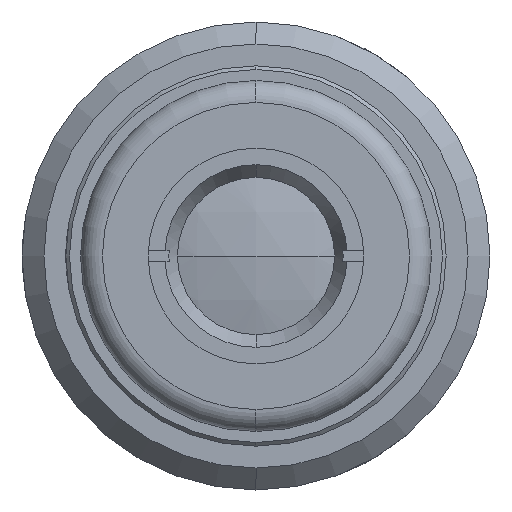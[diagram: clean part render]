
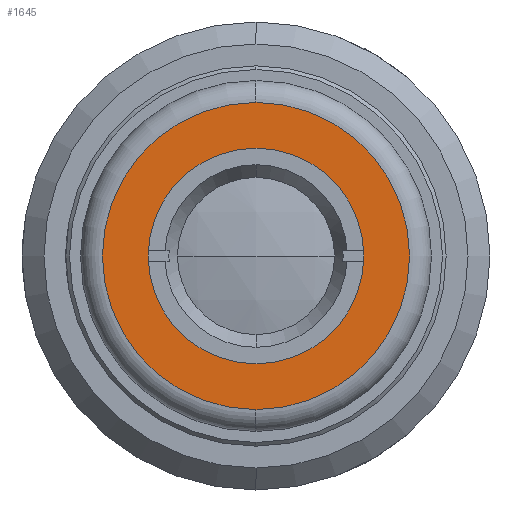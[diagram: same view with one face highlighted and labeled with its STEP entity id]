
A CAD part, left-side view. The second image highlights one B-rep face of the part: STEP entity #1645.
In plain terms, the highlighted planar face has unit normal (-1, 0, 0).
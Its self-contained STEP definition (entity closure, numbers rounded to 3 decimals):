
#78 = VERTEX_POINT ( 'NONE', #1376 ) ;
#200 = EDGE_LOOP ( 'NONE', ( #284, #3917 ) ) ;
#284 = ORIENTED_EDGE ( 'NONE', *, *, #1304, .F. ) ;
#306 = AXIS2_PLACEMENT_3D ( 'NONE', #2227, #4281, #3256 ) ;
#334 = DIRECTION ( 'NONE',  ( -1., 0., 0. ) ) ;
#382 = EDGE_CURVE ( 'NONE', #2521, #3733, #3106, .T. ) ;
#411 = ORIENTED_EDGE ( 'NONE', *, *, #1221, .T. ) ;
#447 = AXIS2_PLACEMENT_3D ( 'NONE', #3437, #334, #2075 ) ;
#666 = FACE_BOUND ( 'NONE', #200, .T. ) ;
#816 = CIRCLE ( 'NONE', #306, 21. ) ;
#842 = DIRECTION ( 'NONE',  ( 0., 0., 1. ) ) ;
#971 = EDGE_CURVE ( 'NONE', #78, #4012, #2392, .T. ) ;
#1004 = CARTESIAN_POINT ( 'NONE',  ( -33.9, 24., 0. ) ) ;
#1109 = AXIS2_PLACEMENT_3D ( 'NONE', #1004, #2646, #3680 ) ;
#1152 = EDGE_LOOP ( 'NONE', ( #411, #1391 ) ) ;
#1171 = CARTESIAN_POINT ( 'NONE',  ( -33.9, 0., 14.75 ) ) ;
#1221 = EDGE_CURVE ( 'NONE', #4012, #78, #816, .T. ) ;
#1279 = FACE_OUTER_BOUND ( 'NONE', #1152, .T. ) ;
#1304 = EDGE_CURVE ( 'NONE', #3733, #2521, #2256, .T. ) ;
#1376 = CARTESIAN_POINT ( 'NONE',  ( -33.9, 0., 21. ) ) ;
#1391 = ORIENTED_EDGE ( 'NONE', *, *, #971, .T. ) ;
#1596 = CARTESIAN_POINT ( 'NONE',  ( -33.9, 0., -14.75 ) ) ;
#1641 = DIRECTION ( 'NONE',  ( -1., 0., 0. ) ) ;
#1645 = ADVANCED_FACE ( 'NONE', ( #1279, #666 ), #1974, .F. ) ;
#1654 = DIRECTION ( 'NONE',  ( 0., 0., 1. ) ) ;
#1748 = CARTESIAN_POINT ( 'NONE',  ( -33.9, 0., -21. ) ) ;
#1974 = PLANE ( 'NONE',  #1109 ) ;
#2075 = DIRECTION ( 'NONE',  ( 0., 0., -1. ) ) ;
#2227 = CARTESIAN_POINT ( 'NONE',  ( -33.9, 0., 0. ) ) ;
#2256 = CIRCLE ( 'NONE', #4120, 14.75 ) ;
#2324 = AXIS2_PLACEMENT_3D ( 'NONE', #3603, #1641, #842 ) ;
#2392 = CIRCLE ( 'NONE', #447, 21. ) ;
#2521 = VERTEX_POINT ( 'NONE', #1596 ) ;
#2646 = DIRECTION ( 'NONE',  ( 1., 0., 0. ) ) ;
#2711 = CARTESIAN_POINT ( 'NONE',  ( -33.9, 0., 0. ) ) ;
#2732 = DIRECTION ( 'NONE',  ( -1., 0., 0. ) ) ;
#3106 = CIRCLE ( 'NONE', #2324, 14.75 ) ;
#3256 = DIRECTION ( 'NONE',  ( 0., 0., -1. ) ) ;
#3437 = CARTESIAN_POINT ( 'NONE',  ( -33.9, 0., 0. ) ) ;
#3603 = CARTESIAN_POINT ( 'NONE',  ( -33.9, 0., 0. ) ) ;
#3680 = DIRECTION ( 'NONE',  ( 0., 0., -1. ) ) ;
#3733 = VERTEX_POINT ( 'NONE', #1171 ) ;
#3917 = ORIENTED_EDGE ( 'NONE', *, *, #382, .F. ) ;
#4012 = VERTEX_POINT ( 'NONE', #1748 ) ;
#4120 = AXIS2_PLACEMENT_3D ( 'NONE', #2711, #2732, #1654 ) ;
#4281 = DIRECTION ( 'NONE',  ( -1., 0., 0. ) ) ;
